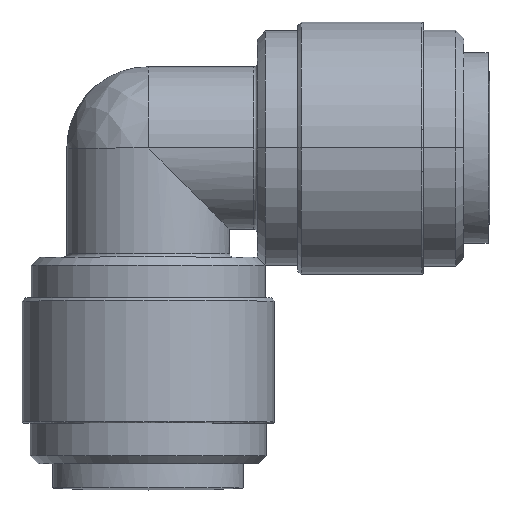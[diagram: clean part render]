
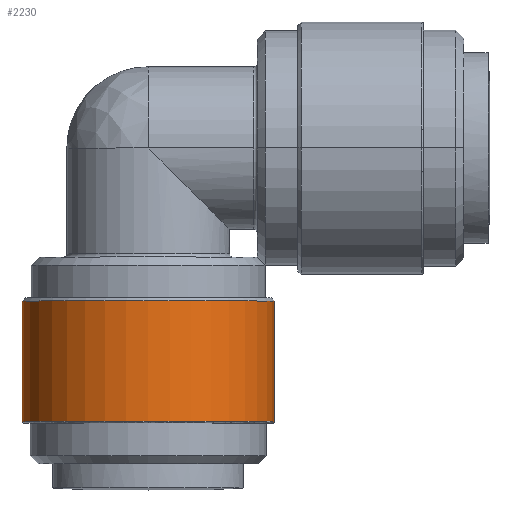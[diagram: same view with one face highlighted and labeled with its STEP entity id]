
A CAD part, top view. The second image highlights one B-rep face of the part: STEP entity #2230.
In plain terms, the highlighted cylindrical face has radius 7.75 mm (diameter 15.5 mm), a partial arc.
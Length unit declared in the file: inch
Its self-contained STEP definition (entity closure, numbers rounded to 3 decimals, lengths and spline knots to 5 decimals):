
#109 = DIRECTION ( 'NONE',  ( 0., 1., 0. ) ) ;
#251 = VERTEX_POINT ( 'NONE', #2844 ) ;
#309 = DIRECTION ( 'NONE',  ( 0., 1., 0. ) ) ;
#389 = VERTEX_POINT ( 'NONE', #976 ) ;
#423 = VERTEX_POINT ( 'NONE', #2708 ) ;
#467 = DIRECTION ( 'NONE',  ( 0., 1., 0. ) ) ;
#477 = ORIENTED_EDGE ( 'NONE', *, *, #966, .T. ) ;
#556 = ORIENTED_EDGE ( 'NONE', *, *, #3327, .T. ) ;
#602 = ORIENTED_EDGE ( 'NONE', *, *, #2515, .T. ) ;
#607 = VERTEX_POINT ( 'NONE', #3360 ) ;
#722 = LINE ( 'NONE', #1761, #2827 ) ;
#761 = CIRCLE ( 'NONE', #3630, 0.30512 ) ;
#966 = EDGE_CURVE ( 'NONE', #3665, #251, #722, .T. ) ;
#976 = CARTESIAN_POINT ( 'NONE',  ( 0., -0.66142, 0.30512 ) ) ;
#978 = CARTESIAN_POINT ( 'NONE',  ( 0., -0.51575, 0. ) ) ;
#995 = CARTESIAN_POINT ( 'NONE',  ( 0., -0.37008, 0. ) ) ;
#1122 = AXIS2_PLACEMENT_3D ( 'NONE', #978, #109, #2422 ) ;
#1176 = DIRECTION ( 'NONE',  ( 0., 1., 0. ) ) ;
#1204 = DIRECTION ( 'NONE',  ( 0., 1., 0. ) ) ;
#1290 = DIRECTION ( 'NONE',  ( -1., 0., 0. ) ) ;
#1515 = ORIENTED_EDGE ( 'NONE', *, *, #3349, .T. ) ;
#1759 = VECTOR ( 'NONE', #467, 39.37008 ) ;
#1761 = CARTESIAN_POINT ( 'NONE',  ( 0.30512, -0.51575, 0. ) ) ;
#1800 = CIRCLE ( 'NONE', #3018, 0.30512 ) ;
#1907 = CARTESIAN_POINT ( 'NONE',  ( 0.30512, -0.66142, 0. ) ) ;
#2009 = ORIENTED_EDGE ( 'NONE', *, *, #3670, .F. ) ;
#2037 = CARTESIAN_POINT ( 'NONE',  ( 0., -0.66142, 0. ) ) ;
#2230 = ADVANCED_FACE ( 'NONE', ( #3604 ), #2651, .T. ) ;
#2328 = DIRECTION ( 'NONE',  ( -1., 0., 0. ) ) ;
#2422 = DIRECTION ( 'NONE',  ( -1., 0., 0. ) ) ;
#2515 = EDGE_CURVE ( 'NONE', #251, #423, #761, .T. ) ;
#2562 = CIRCLE ( 'NONE', #2822, 0.30512 ) ;
#2651 = CYLINDRICAL_SURFACE ( 'NONE', #1122, 0.30512 ) ;
#2708 = CARTESIAN_POINT ( 'NONE',  ( -0.30512, -0.37008, 0. ) ) ;
#2822 = AXIS2_PLACEMENT_3D ( 'NONE', #2037, #309, #2328 ) ;
#2827 = VECTOR ( 'NONE', #1204, 39.37008 ) ;
#2843 = EDGE_LOOP ( 'NONE', ( #556, #1515, #477, #602, #2009 ) ) ;
#2844 = CARTESIAN_POINT ( 'NONE',  ( 0.30512, -0.37008, 0. ) ) ;
#2886 = CARTESIAN_POINT ( 'NONE',  ( 0., -0.66142, 0. ) ) ;
#3000 = DIRECTION ( 'NONE',  ( 0., -1., 0. ) ) ;
#3018 = AXIS2_PLACEMENT_3D ( 'NONE', #2886, #1176, #3177 ) ;
#3177 = DIRECTION ( 'NONE',  ( -1., 0., 0. ) ) ;
#3327 = EDGE_CURVE ( 'NONE', #607, #389, #2562, .T. ) ;
#3349 = EDGE_CURVE ( 'NONE', #389, #3665, #1800, .T. ) ;
#3360 = CARTESIAN_POINT ( 'NONE',  ( -0.30512, -0.66142, 0. ) ) ;
#3362 = LINE ( 'NONE', #3628, #1759 ) ;
#3604 = FACE_OUTER_BOUND ( 'NONE', #2843, .T. ) ;
#3628 = CARTESIAN_POINT ( 'NONE',  ( -0.30512, -0.51575, 0. ) ) ;
#3630 = AXIS2_PLACEMENT_3D ( 'NONE', #995, #3000, #1290 ) ;
#3665 = VERTEX_POINT ( 'NONE', #1907 ) ;
#3670 = EDGE_CURVE ( 'NONE', #607, #423, #3362, .T. ) ;
